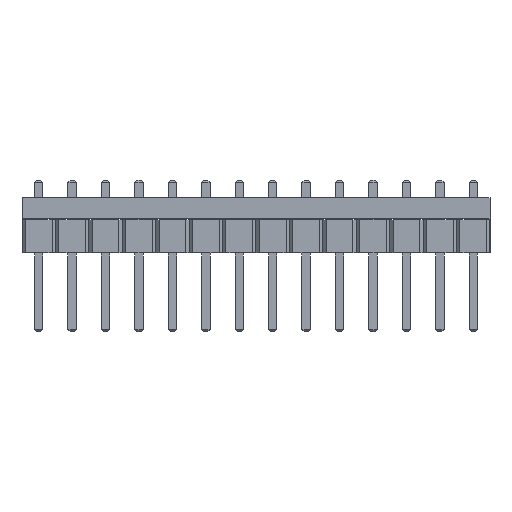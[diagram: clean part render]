
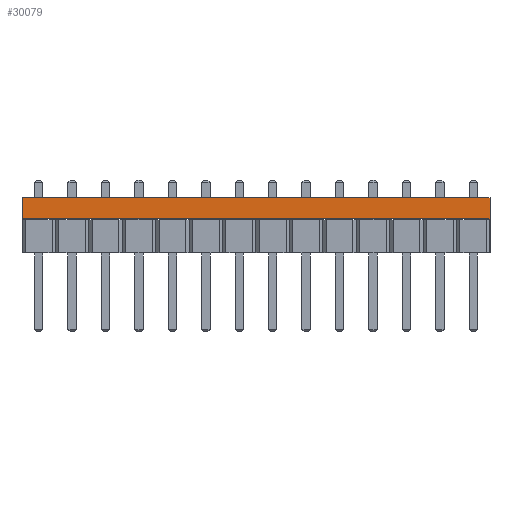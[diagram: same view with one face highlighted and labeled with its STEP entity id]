
A CAD part, front view. The second image highlights one B-rep face of the part: STEP entity #30079.
In plain terms, the highlighted planar face has unit normal (0, -1, 0).
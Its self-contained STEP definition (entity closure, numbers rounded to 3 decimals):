
#29896 = PLANE('',#29897);
#29897 = AXIS2_PLACEMENT_3D('',#29898,#29899,#29900);
#29898 = CARTESIAN_POINT('',(130.721,-111.354,0.));
#29899 = DIRECTION('',(1.,0.,-0.));
#29900 = DIRECTION('',(0.,-1.,0.));
#29921 = VERTEX_POINT('',#29922);
#29922 = CARTESIAN_POINT('',(130.721,-113.894,1.6));
#29936 = PLANE('',#29937);
#29937 = AXIS2_PLACEMENT_3D('',#29938,#29939,#29940);
#29938 = CARTESIAN_POINT('',(147.849,-105.004,1.6));
#29939 = DIRECTION('',(0.,0.,1.));
#29940 = DIRECTION('',(1.,0.,-0.));
#29948 = EDGE_CURVE('',#29949,#29921,#29951,.T.);
#29949 = VERTEX_POINT('',#29950);
#29950 = CARTESIAN_POINT('',(130.721,-113.894,0.));
#29951 = SURFACE_CURVE('',#29952,(#29956,#29963),.PCURVE_S1.);
#29952 = LINE('',#29953,#29954);
#29953 = CARTESIAN_POINT('',(130.721,-113.894,0.));
#29954 = VECTOR('',#29955,1.);
#29955 = DIRECTION('',(0.,0.,1.));
#29956 = PCURVE('',#29896,#29957);
#29957 = DEFINITIONAL_REPRESENTATION('',(#29958),#29962);
#29958 = LINE('',#29959,#29960);
#29959 = CARTESIAN_POINT('',(2.54,0.));
#29960 = VECTOR('',#29961,1.);
#29961 = DIRECTION('',(0.,-1.));
#29962 = ( GEOMETRIC_REPRESENTATION_CONTEXT(2) 
PARAMETRIC_REPRESENTATION_CONTEXT() REPRESENTATION_CONTEXT('2D SPACE',''
  ) );
#29963 = PCURVE('',#29964,#29969);
#29964 = PLANE('',#29965);
#29965 = AXIS2_PLACEMENT_3D('',#29966,#29967,#29968);
#29966 = CARTESIAN_POINT('',(130.721,-113.894,0.));
#29967 = DIRECTION('',(0.,1.,0.));
#29968 = DIRECTION('',(1.,0.,0.));
#29969 = DEFINITIONAL_REPRESENTATION('',(#29970),#29974);
#29970 = LINE('',#29971,#29972);
#29971 = CARTESIAN_POINT('',(0.,0.));
#29972 = VECTOR('',#29973,1.);
#29973 = DIRECTION('',(0.,-1.));
#29974 = ( GEOMETRIC_REPRESENTATION_CONTEXT(2) 
PARAMETRIC_REPRESENTATION_CONTEXT() REPRESENTATION_CONTEXT('2D SPACE',''
  ) );
#29990 = PLANE('',#29991);
#29991 = AXIS2_PLACEMENT_3D('',#29992,#29993,#29994);
#29992 = CARTESIAN_POINT('',(147.849,-105.004,0.));
#29993 = DIRECTION('',(0.,0.,1.));
#29994 = DIRECTION('',(1.,0.,-0.));
#30079 = ADVANCED_FACE('',(#30080),#29964,.F.);
#30080 = FACE_BOUND('',#30081,.F.);
#30081 = EDGE_LOOP('',(#30082,#30083,#30106,#30134));
#30082 = ORIENTED_EDGE('',*,*,#29948,.T.);
#30083 = ORIENTED_EDGE('',*,*,#30084,.T.);
#30084 = EDGE_CURVE('',#29921,#30085,#30087,.T.);
#30085 = VERTEX_POINT('',#30086);
#30086 = CARTESIAN_POINT('',(166.281,-113.894,1.6));
#30087 = SURFACE_CURVE('',#30088,(#30092,#30099),.PCURVE_S1.);
#30088 = LINE('',#30089,#30090);
#30089 = CARTESIAN_POINT('',(130.721,-113.894,1.6));
#30090 = VECTOR('',#30091,1.);
#30091 = DIRECTION('',(1.,0.,0.));
#30092 = PCURVE('',#29964,#30093);
#30093 = DEFINITIONAL_REPRESENTATION('',(#30094),#30098);
#30094 = LINE('',#30095,#30096);
#30095 = CARTESIAN_POINT('',(0.,-1.6));
#30096 = VECTOR('',#30097,1.);
#30097 = DIRECTION('',(1.,0.));
#30098 = ( GEOMETRIC_REPRESENTATION_CONTEXT(2) 
PARAMETRIC_REPRESENTATION_CONTEXT() REPRESENTATION_CONTEXT('2D SPACE',''
  ) );
#30099 = PCURVE('',#29936,#30100);
#30100 = DEFINITIONAL_REPRESENTATION('',(#30101),#30105);
#30101 = LINE('',#30102,#30103);
#30102 = CARTESIAN_POINT('',(-17.128,-8.89));
#30103 = VECTOR('',#30104,1.);
#30104 = DIRECTION('',(1.,0.));
#30105 = ( GEOMETRIC_REPRESENTATION_CONTEXT(2) 
PARAMETRIC_REPRESENTATION_CONTEXT() REPRESENTATION_CONTEXT('2D SPACE',''
  ) );
#30106 = ORIENTED_EDGE('',*,*,#30107,.F.);
#30107 = EDGE_CURVE('',#30108,#30085,#30110,.T.);
#30108 = VERTEX_POINT('',#30109);
#30109 = CARTESIAN_POINT('',(166.281,-113.894,0.));
#30110 = SURFACE_CURVE('',#30111,(#30115,#30122),.PCURVE_S1.);
#30111 = LINE('',#30112,#30113);
#30112 = CARTESIAN_POINT('',(166.281,-113.894,0.));
#30113 = VECTOR('',#30114,1.);
#30114 = DIRECTION('',(0.,0.,1.));
#30115 = PCURVE('',#29964,#30116);
#30116 = DEFINITIONAL_REPRESENTATION('',(#30117),#30121);
#30117 = LINE('',#30118,#30119);
#30118 = CARTESIAN_POINT('',(35.56,0.));
#30119 = VECTOR('',#30120,1.);
#30120 = DIRECTION('',(0.,-1.));
#30121 = ( GEOMETRIC_REPRESENTATION_CONTEXT(2) 
PARAMETRIC_REPRESENTATION_CONTEXT() REPRESENTATION_CONTEXT('2D SPACE',''
  ) );
#30122 = PCURVE('',#30123,#30128);
#30123 = PLANE('',#30124);
#30124 = AXIS2_PLACEMENT_3D('',#30125,#30126,#30127);
#30125 = CARTESIAN_POINT('',(166.281,-113.894,0.));
#30126 = DIRECTION('',(-1.,0.,0.));
#30127 = DIRECTION('',(0.,1.,0.));
#30128 = DEFINITIONAL_REPRESENTATION('',(#30129),#30133);
#30129 = LINE('',#30130,#30131);
#30130 = CARTESIAN_POINT('',(0.,0.));
#30131 = VECTOR('',#30132,1.);
#30132 = DIRECTION('',(0.,-1.));
#30133 = ( GEOMETRIC_REPRESENTATION_CONTEXT(2) 
PARAMETRIC_REPRESENTATION_CONTEXT() REPRESENTATION_CONTEXT('2D SPACE',''
  ) );
#30134 = ORIENTED_EDGE('',*,*,#30135,.F.);
#30135 = EDGE_CURVE('',#29949,#30108,#30136,.T.);
#30136 = SURFACE_CURVE('',#30137,(#30141,#30148),.PCURVE_S1.);
#30137 = LINE('',#30138,#30139);
#30138 = CARTESIAN_POINT('',(130.721,-113.894,0.));
#30139 = VECTOR('',#30140,1.);
#30140 = DIRECTION('',(1.,0.,0.));
#30141 = PCURVE('',#29964,#30142);
#30142 = DEFINITIONAL_REPRESENTATION('',(#30143),#30147);
#30143 = LINE('',#30144,#30145);
#30144 = CARTESIAN_POINT('',(0.,0.));
#30145 = VECTOR('',#30146,1.);
#30146 = DIRECTION('',(1.,0.));
#30147 = ( GEOMETRIC_REPRESENTATION_CONTEXT(2) 
PARAMETRIC_REPRESENTATION_CONTEXT() REPRESENTATION_CONTEXT('2D SPACE',''
  ) );
#30148 = PCURVE('',#29990,#30149);
#30149 = DEFINITIONAL_REPRESENTATION('',(#30150),#30154);
#30150 = LINE('',#30151,#30152);
#30151 = CARTESIAN_POINT('',(-17.128,-8.89));
#30152 = VECTOR('',#30153,1.);
#30153 = DIRECTION('',(1.,0.));
#30154 = ( GEOMETRIC_REPRESENTATION_CONTEXT(2) 
PARAMETRIC_REPRESENTATION_CONTEXT() REPRESENTATION_CONTEXT('2D SPACE',''
  ) );
